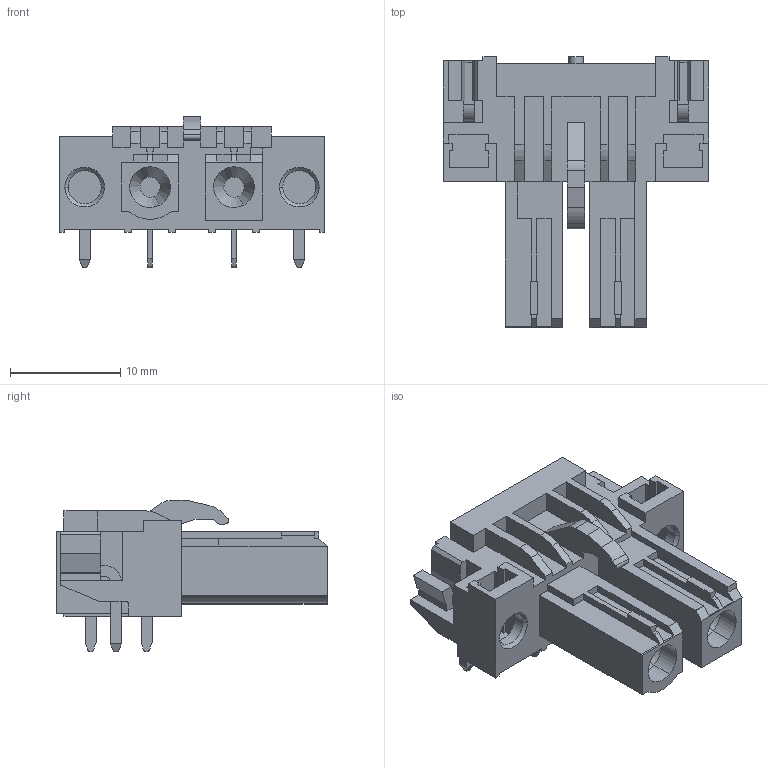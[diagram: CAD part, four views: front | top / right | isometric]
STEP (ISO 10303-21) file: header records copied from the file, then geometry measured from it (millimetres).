
FILE_DESCRIPTION(('CATIA V5 STEP Exchange','CAx-IF Rec.Pracs.--- Model Styling and Organization---1.2---2011-12-15'),'2;1');
FILE_NAME ('D1448469_0_1095640000_1095640000.stp','2018-09-18T06:09:20+00:00',('none'),('Weidmueller'),'CATIA Version 5-6 Release 2014','CATIA V5 STEP AP214','none');
FILE_SCHEMA(('AUTOMOTIVE_DESIGN { 1 0 10303 214 1 1 1 1 }'));
Length unit declared in the file: millimetre
Products named in the file (1): 1095640000
Bounding box: 24.1 x 24.54 x 13.74 mm (x, y, z)
Volume: 2480.5 mm3; surface area: 2419.3 mm2
Topology: 7 solids, 7 shells, 320 faces, 891 edges, 590 vertices
Faces by surface type: plane 274, cylinder 38, cone 8
Entity records: 9523 total; most frequent: ORIENTED_EDGE 1782, CARTESIAN_POINT 1695, DIRECTION 1317, EDGE_CURVE 891, VECTOR 807, LINE 807, VERTEX_POINT 590, EDGE_LOOP 333
